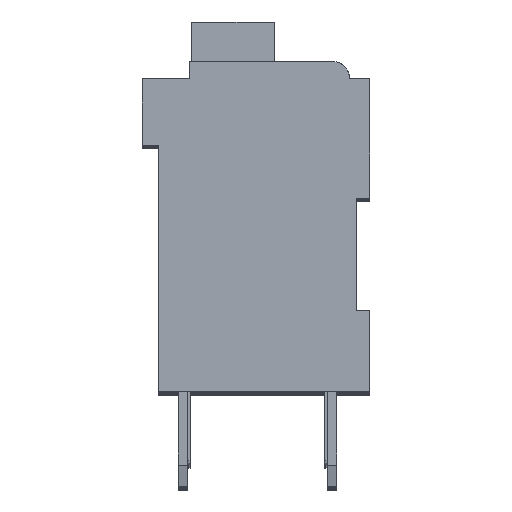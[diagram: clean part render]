
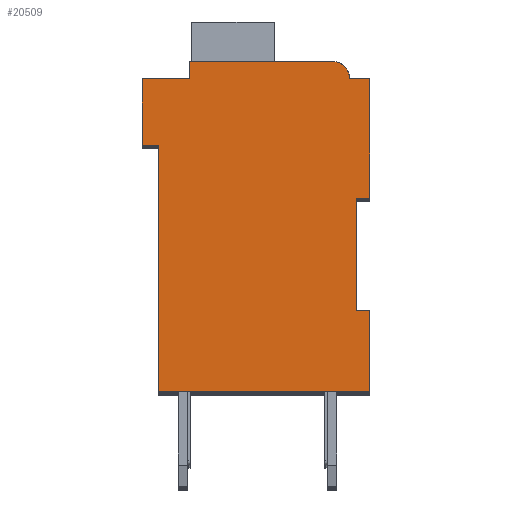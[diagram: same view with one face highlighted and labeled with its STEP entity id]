
A CAD part, top view. The second image highlights one B-rep face of the part: STEP entity #20509.
In plain terms, the highlighted planar face has unit normal (0, 0, 1).
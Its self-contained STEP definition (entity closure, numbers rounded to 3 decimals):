
#4990=DIRECTION('',(1.,0.,0.));
#4991=VECTOR('',#4990,0.5);
#4992=CARTESIAN_POINT('',(7.3,7.15,2.1));
#4993=LINE('',#4992,#4991);
#4994=DIRECTION('',(0.,1.,0.));
#4995=VECTOR('',#4994,4.15);
#4996=CARTESIAN_POINT('',(7.3,3.,2.1));
#4997=LINE('',#4996,#4995);
#4998=DIRECTION('',(-1.,0.,0.));
#4999=VECTOR('',#4998,0.5);
#5000=CARTESIAN_POINT('',(7.8,3.,2.1));
#5001=LINE('',#5000,#4999);
#5002=DIRECTION('',(0.,1.,0.));
#5003=VECTOR('',#5002,3.);
#5004=CARTESIAN_POINT('',(7.8,0.,2.1));
#5005=LINE('',#5004,#5003);
#5006=DIRECTION('',(1.,0.,0.));
#5007=VECTOR('',#5006,7.8);
#5008=CARTESIAN_POINT('',(0.,0.,2.1));
#5009=LINE('',#5008,#5007);
#5010=DIRECTION('',(0.,-1.,0.));
#5011=VECTOR('',#5010,9.1);
#5012=CARTESIAN_POINT('',(0.,9.1,2.1));
#5013=LINE('',#5012,#5011);
#5014=DIRECTION('',(1.,0.,0.));
#5015=VECTOR('',#5014,0.6);
#5016=CARTESIAN_POINT('',(-0.6,9.1,2.1));
#5017=LINE('',#5016,#5015);
#5018=DIRECTION('',(0.,-1.,0.));
#5019=VECTOR('',#5018,2.45);
#5020=CARTESIAN_POINT('',(-0.6,11.55,2.1));
#5021=LINE('',#5020,#5019);
#5022=DIRECTION('',(-1.,0.,0.));
#5023=VECTOR('',#5022,1.75);
#5024=CARTESIAN_POINT('',(1.15,11.55,2.1));
#5025=LINE('',#5024,#5023);
#5026=DIRECTION('',(0.,-1.,0.));
#5027=VECTOR('',#5026,0.65);
#5028=CARTESIAN_POINT('',(1.15,12.2,2.1));
#5029=LINE('',#5028,#5027);
#5030=DIRECTION('',(-1.,0.,0.));
#5031=VECTOR('',#5030,5.25);
#5032=CARTESIAN_POINT('',(6.4,12.2,2.1));
#5033=LINE('',#5032,#5031);
#5034=CARTESIAN_POINT('',(6.4,11.55,2.1));
#5035=DIRECTION('',(0.,0.,1.));
#5036=DIRECTION('',(1.,0.,0.));
#5037=AXIS2_PLACEMENT_3D('',#5034,#5035,#5036);
#5039=DIRECTION('',(-1.,0.,0.));
#5040=VECTOR('',#5039,0.75);
#5041=CARTESIAN_POINT('',(7.8,11.55,2.1));
#5042=LINE('',#5041,#5040);
#5043=DIRECTION('',(0.,1.,0.));
#5044=VECTOR('',#5043,4.4);
#5045=CARTESIAN_POINT('',(7.8,7.15,2.1));
#5046=LINE('',#5045,#5044);
#11909=CARTESIAN_POINT('',(7.3,7.15,2.1));
#11910=CARTESIAN_POINT('',(7.8,7.15,2.1));
#11911=VERTEX_POINT('',#11909);
#11912=VERTEX_POINT('',#11910);
#11913=CARTESIAN_POINT('',(7.8,11.55,2.1));
#11914=VERTEX_POINT('',#11913);
#11915=CARTESIAN_POINT('',(7.05,11.55,2.1));
#11916=VERTEX_POINT('',#11915);
#11917=CARTESIAN_POINT('',(6.4,12.2,2.1));
#11918=VERTEX_POINT('',#11917);
#11919=CARTESIAN_POINT('',(1.15,12.2,2.1));
#11920=VERTEX_POINT('',#11919);
#11921=CARTESIAN_POINT('',(1.15,11.55,2.1));
#11922=VERTEX_POINT('',#11921);
#11923=CARTESIAN_POINT('',(-0.6,11.55,2.1));
#11924=VERTEX_POINT('',#11923);
#11925=CARTESIAN_POINT('',(-0.6,9.1,2.1));
#11926=VERTEX_POINT('',#11925);
#11927=CARTESIAN_POINT('',(0.,9.1,2.1));
#11928=VERTEX_POINT('',#11927);
#11929=CARTESIAN_POINT('',(0.,0.,2.1));
#11930=VERTEX_POINT('',#11929);
#11931=CARTESIAN_POINT('',(7.8,0.,2.1));
#11932=VERTEX_POINT('',#11931);
#11933=CARTESIAN_POINT('',(7.8,3.,2.1));
#11934=VERTEX_POINT('',#11933);
#11935=CARTESIAN_POINT('',(7.3,3.,2.1));
#11936=VERTEX_POINT('',#11935);
#20488=CARTESIAN_POINT('',(0.,0.,2.1));
#20489=DIRECTION('',(0.,0.,1.));
#20490=DIRECTION('',(1.,0.,0.));
#20491=AXIS2_PLACEMENT_3D('',#20488,#20489,#20490);
#20492=PLANE('',#20491);
#20493=ORIENTED_EDGE('',*,*,#15690,.F.);
#20494=ORIENTED_EDGE('',*,*,#16262,.F.);
#20495=ORIENTED_EDGE('',*,*,#16712,.F.);
#20496=ORIENTED_EDGE('',*,*,#17007,.F.);
#20497=ORIENTED_EDGE('',*,*,#17354,.F.);
#20498=ORIENTED_EDGE('',*,*,#17860,.F.);
#20499=ORIENTED_EDGE('',*,*,#18024,.F.);
#20500=ORIENTED_EDGE('',*,*,#18355,.F.);
#20501=ORIENTED_EDGE('',*,*,#18733,.F.);
#20502=ORIENTED_EDGE('',*,*,#19288,.F.);
#20503=ORIENTED_EDGE('',*,*,#19720,.F.);
#20504=ORIENTED_EDGE('',*,*,#18784,.F.);
#20505=ORIENTED_EDGE('',*,*,#19129,.F.);
#20506=ORIENTED_EDGE('',*,*,#16157,.F.);
#20507=EDGE_LOOP('',(#20493,#20494,#20495,#20496,#20497,#20498,#20499,#20500,
#20501,#20502,#20503,#20504,#20505,#20506));
#20508=FACE_OUTER_BOUND('',#20507,.F.);
#5038=CIRCLE('',#5037,0.65);
#15690=EDGE_CURVE('',#11911,#11912,#4993,.T.);
#16157=EDGE_CURVE('',#11912,#11914,#5046,.T.);
#16262=EDGE_CURVE('',#11936,#11911,#4997,.T.);
#16712=EDGE_CURVE('',#11934,#11936,#5001,.T.);
#17007=EDGE_CURVE('',#11932,#11934,#5005,.T.);
#17354=EDGE_CURVE('',#11930,#11932,#5009,.T.);
#17860=EDGE_CURVE('',#11928,#11930,#5013,.T.);
#18024=EDGE_CURVE('',#11926,#11928,#5017,.T.);
#18355=EDGE_CURVE('',#11924,#11926,#5021,.T.);
#18733=EDGE_CURVE('',#11922,#11924,#5025,.T.);
#18784=EDGE_CURVE('',#11916,#11918,#5038,.T.);
#19129=EDGE_CURVE('',#11914,#11916,#5042,.T.);
#19288=EDGE_CURVE('',#11920,#11922,#5029,.T.);
#19720=EDGE_CURVE('',#11918,#11920,#5033,.T.);
#20509=ADVANCED_FACE('',(#20508),#20492,.T.);
